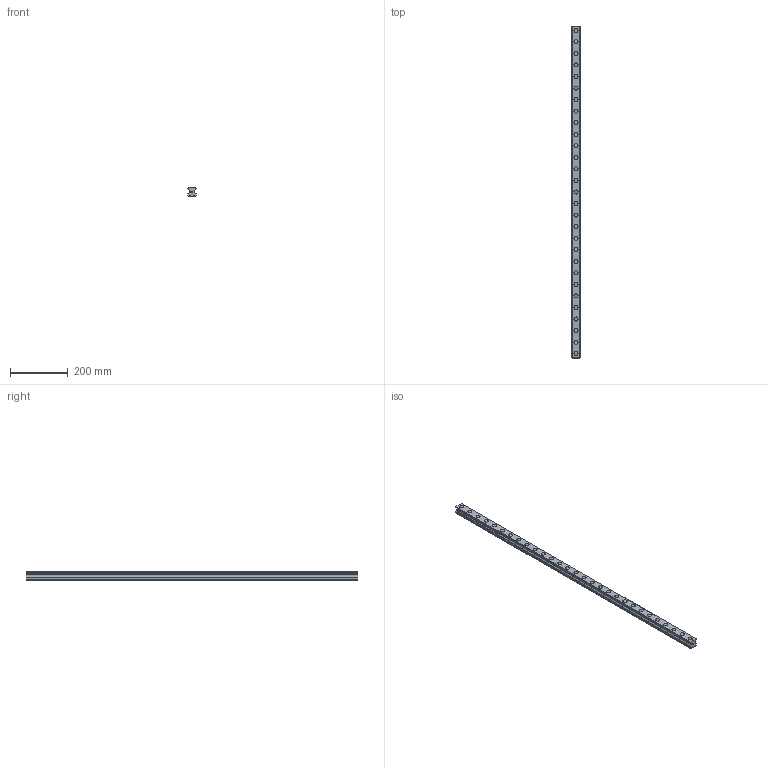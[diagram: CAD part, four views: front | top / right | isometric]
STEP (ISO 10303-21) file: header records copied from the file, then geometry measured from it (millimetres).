
FILE_DESCRIPTION(('STEP AP214'),'1');
FILE_NAME('cctmp_85A9C3AC-9E02-461D-B2F9-669795CD7F46_2021_03_11_12_56_38_0145..stp','2021-03-11T11:56:38',('HIWIN GmbH'),('CADClick - www.CADClick.com'),'Spatial InterOp 3D',' ','unknown authorization');
FILE_SCHEMA(('AUTOMOTIVE_DESIGN'));
Length unit declared in the file: millimetre
Products named in the file (1): RGR30R1150H_FILE
Bounding box: 28 x 1150 x 28 mm (x, y, z)
Volume: 659273.4 mm3; surface area: 171633 mm2
Topology: 1 solids, 1 shells, 376 faces, 849 edges, 566 vertices
Faces by surface type: cylinder 192, plane 184
Entity records: 13689 total; most frequent: DIRECTION 1987, CARTESIAN_POINT 1792, ORIENTED_EDGE 1698, EDGE_CURVE 849, AXIS2_PLACEMENT_3D 761, VERTEX_POINT 566, EDGE_LOOP 467, LINE 465
